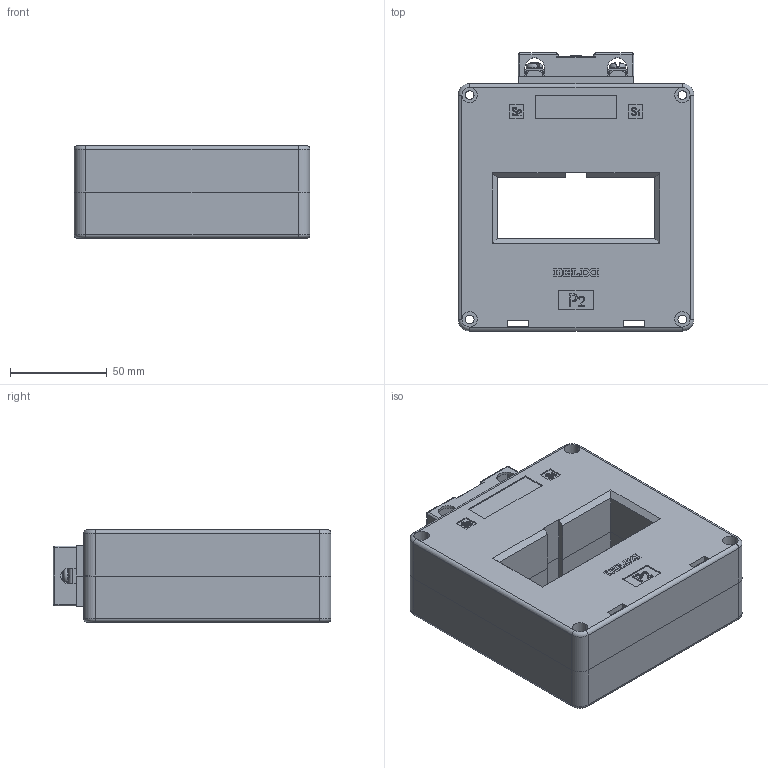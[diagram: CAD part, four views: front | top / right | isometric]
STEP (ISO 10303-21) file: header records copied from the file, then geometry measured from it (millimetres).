
FILE_DESCRIPTION (( 'STEP AP203' ), '1' );
FILE_NAME ('80装配体1.STEP', '2025-07-05T07:06:35', ( '微软用户' ), ( '微软中国' ), 'SwSTEP 2.0', 'SolidWorks 2020', '' );
FILE_SCHEMA (( 'CONFIG_CONTROL_DESIGN' ));
Length unit declared in the file: millimetre
Products named in the file (8): 肣И璃5x10; 諉盄蹟佪3; K3 80P2-1; 嘐隅偌聽-22; 閉汒疏裔陔; 諉盄啣; 80蚾饜极1; K3 80P1-1
Assembly tree (10 placements, depth 2):
  80蚾饜极1
    K3 80P1-1
    K3 80P2-1
    諉盄啣  x2
    諉盄蹟佪3  x2
    肣И璃5x10  x2
    嘐隅偌聽-22
    閉汒疏裔陔
Bounding box: 122 x 143.8 x 48 mm (x, y, z)
Volume: 134948.4 mm3; surface area: 141479.4 mm2
Topology: 10 solids, 10 shells, 1248 faces, 3321 edges, 2162 vertices
Faces by surface type: plane 838, cylinder 257, bspline 85, cone 28, torus 24, sphere 16
Entity records: 41977 total; most frequent: CARTESIAN_POINT 12260, ORIENTED_EDGE 6174, DIRECTION 5583, EDGE_CURVE 3087, LINE 2373, VECTOR 2373, VERTEX_POINT 2022, AXIS2_PLACEMENT_3D 1605
